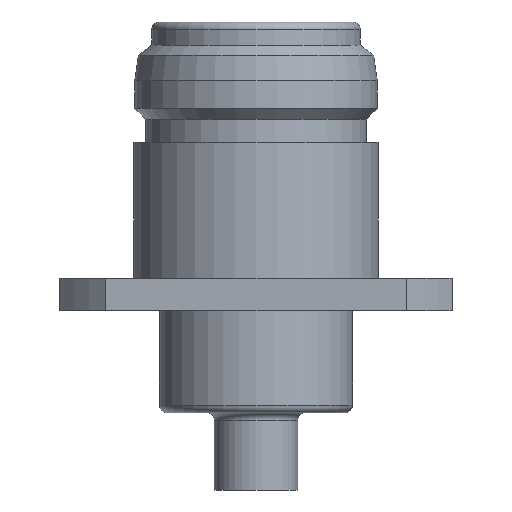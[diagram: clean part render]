
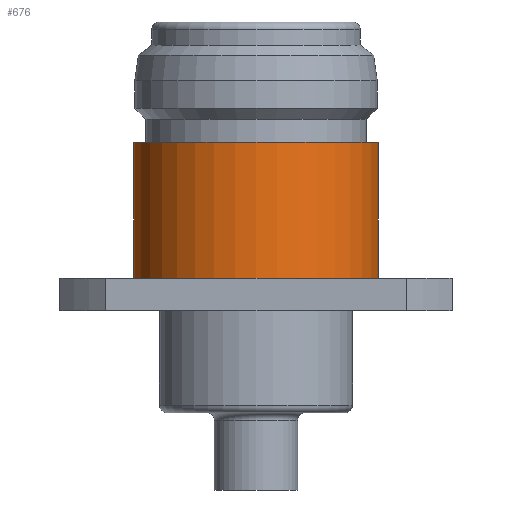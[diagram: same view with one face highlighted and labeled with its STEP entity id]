
A CAD part, front view. The second image highlights one B-rep face of the part: STEP entity #676.
In plain terms, the highlighted cylindrical face has radius 7.925 mm (diameter 15.85 mm), a partial arc.
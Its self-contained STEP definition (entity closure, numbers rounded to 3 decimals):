
#50 = DIRECTION ( 'NONE',  ( 1., 0., 0. ) ) ;
#149 = CYLINDRICAL_SURFACE ( 'NONE', #2875, 7.925 ) ;
#416 = ORIENTED_EDGE ( 'NONE', *, *, #1471, .F. ) ;
#561 = ORIENTED_EDGE ( 'NONE', *, *, #1905, .T. ) ;
#583 = EDGE_LOOP ( 'NONE', ( #416, #561, #3165, #3624 ) ) ;
#676 = ADVANCED_FACE ( 'NONE', ( #709 ), #149, .T. ) ;
#709 = FACE_OUTER_BOUND ( 'NONE', #583, .T. ) ;
#801 = DIRECTION ( 'NONE',  ( 0., 0., 1. ) ) ;
#814 = CIRCLE ( 'NONE', #2968, 7.925 ) ;
#842 = EDGE_CURVE ( 'NONE', #1770, #997, #2065, .T. ) ;
#880 = CARTESIAN_POINT ( 'NONE',  ( 7.925, 0., -7.8 ) ) ;
#997 = VERTEX_POINT ( 'NONE', #880 ) ;
#1072 = CARTESIAN_POINT ( 'NONE',  ( -7.925, 0., 0. ) ) ;
#1337 = VERTEX_POINT ( 'NONE', #2224 ) ;
#1402 = DIRECTION ( 'NONE',  ( 0., 0., 1. ) ) ;
#1471 = EDGE_CURVE ( 'NONE', #2419, #1770, #2908, .T. ) ;
#1640 = AXIS2_PLACEMENT_3D ( 'NONE', #2833, #1402, #2424 ) ;
#1646 = CARTESIAN_POINT ( 'NONE',  ( -7.925, 0., -16.6 ) ) ;
#1764 = DIRECTION ( 'NONE',  ( 0., 0., 1. ) ) ;
#1770 = VERTEX_POINT ( 'NONE', #3625 ) ;
#1905 = EDGE_CURVE ( 'NONE', #2419, #1337, #814, .T. ) ;
#2065 = CIRCLE ( 'NONE', #1640, 7.925 ) ;
#2172 = CARTESIAN_POINT ( 'NONE',  ( 7.925, 0., 0. ) ) ;
#2222 = VECTOR ( 'NONE', #1764, 1000. ) ;
#2224 = CARTESIAN_POINT ( 'NONE',  ( 7.925, 0., -16.6 ) ) ;
#2349 = DIRECTION ( 'NONE',  ( 0., 0., 1. ) ) ;
#2388 = VECTOR ( 'NONE', #801, 1000. ) ;
#2419 = VERTEX_POINT ( 'NONE', #1646 ) ;
#2424 = DIRECTION ( 'NONE',  ( 1., 0., 0. ) ) ;
#2679 = EDGE_CURVE ( 'NONE', #1337, #997, #3802, .T. ) ;
#2833 = CARTESIAN_POINT ( 'NONE',  ( 0., 0., -7.8 ) ) ;
#2875 = AXIS2_PLACEMENT_3D ( 'NONE', #3524, #2349, #50 ) ;
#2908 = LINE ( 'NONE', #1072, #2388 ) ;
#2960 = DIRECTION ( 'NONE',  ( 1., 0., 0. ) ) ;
#2968 = AXIS2_PLACEMENT_3D ( 'NONE', #3195, #2986, #2960 ) ;
#2986 = DIRECTION ( 'NONE',  ( 0., 0., 1. ) ) ;
#3165 = ORIENTED_EDGE ( 'NONE', *, *, #2679, .T. ) ;
#3195 = CARTESIAN_POINT ( 'NONE',  ( 0., 0., -16.6 ) ) ;
#3524 = CARTESIAN_POINT ( 'NONE',  ( 0., 0., 0. ) ) ;
#3624 = ORIENTED_EDGE ( 'NONE', *, *, #842, .F. ) ;
#3625 = CARTESIAN_POINT ( 'NONE',  ( -7.925, 0., -7.8 ) ) ;
#3802 = LINE ( 'NONE', #2172, #2222 ) ;
